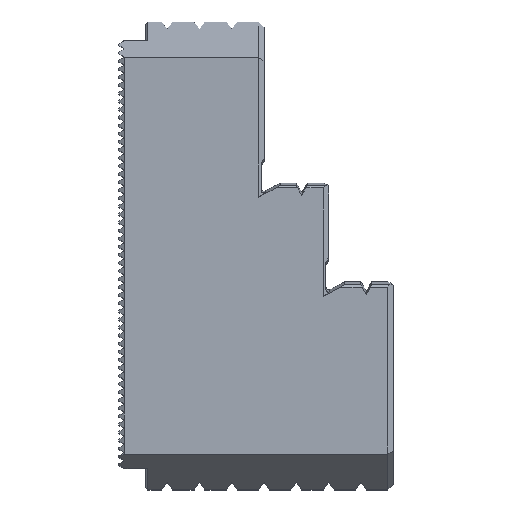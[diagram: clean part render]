
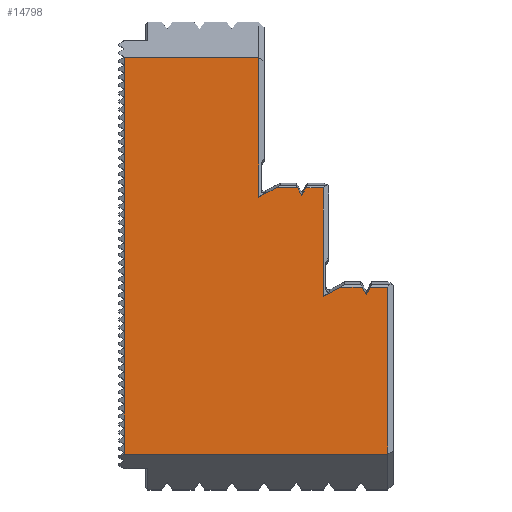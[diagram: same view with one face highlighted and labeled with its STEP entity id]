
A CAD part, top view. The second image highlights one B-rep face of the part: STEP entity #14798.
In plain terms, the highlighted planar face has unit normal (0, 0, 1).
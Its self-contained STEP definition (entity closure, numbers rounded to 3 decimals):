
#169 = CARTESIAN_POINT ( 'NONE',  ( 34., 54.307, 17.5 ) ) ;
#305 = DIRECTION ( 'NONE',  ( 0., 1., 0. ) ) ;
#1097 = DIRECTION ( 'NONE',  ( 0., 0., -1. ) ) ;
#1356 = VECTOR ( 'NONE', #10255, 1000. ) ;
#1420 = LINE ( 'NONE', #13511, #14297 ) ;
#1526 = LINE ( 'NONE', #10210, #8198 ) ;
#1614 = EDGE_CURVE ( 'NONE', #16799, #18021, #21072, .T. ) ;
#1642 = EDGE_CURVE ( 'NONE', #20586, #17883, #18473, .T. ) ;
#1700 = CARTESIAN_POINT ( 'NONE',  ( 46.774, 37.223, 17.5 ) ) ;
#2739 = VERTEX_POINT ( 'NONE', #11495 ) ;
#2965 = B_SPLINE_CURVE_WITH_KNOTS ( 'NONE', 3,
 ( #21002, #11041, #11156, #10922 ),
 .UNSPECIFIED., .F., .F.,
 ( 4, 4 ),
 ( 0.061, 0.063 ),
 .UNSPECIFIED. ) ;
#2969 = LINE ( 'NONE', #11119, #8116 ) ;
#2971 = EDGE_CURVE ( 'NONE', #5527, #5006, #2969, .T. ) ;
#3111 = CARTESIAN_POINT ( 'NONE',  ( 42., 37.223, 17.5 ) ) ;
#3125 = VECTOR ( 'NONE', #11698, 1000. ) ;
#3181 = VERTEX_POINT ( 'NONE', #14374 ) ;
#3313 = LINE ( 'NONE', #10187, #14919 ) ;
#3491 = CARTESIAN_POINT ( 'NONE',  ( 46.774, 37.223, 17.5 ) ) ;
#3614 = ORIENTED_EDGE ( 'NONE', *, *, #15043, .F. ) ;
#4165 = CARTESIAN_POINT ( 'NONE',  ( 41.249, 37.223, 17.5 ) ) ;
#4379 = CARTESIAN_POINT ( 'NONE',  ( 51., 79.864, 17.5 ) ) ;
#4530 = VERTEX_POINT ( 'NONE', #6233 ) ;
#4766 = ORIENTED_EDGE ( 'NONE', *, *, #7751, .F. ) ;
#4867 = CARTESIAN_POINT ( 'NONE',  ( 47., 37.223, 17.5 ) ) ;
#5006 = VERTEX_POINT ( 'NONE', #16824 ) ;
#5151 = LINE ( 'NONE', #17473, #8889 ) ;
#5364 = CARTESIAN_POINT ( 'NONE',  ( 34.515, 55.213, 17.5 ) ) ;
#5527 = VERTEX_POINT ( 'NONE', #9761 ) ;
#5584 = CARTESIAN_POINT ( 'NONE',  ( 51., 79.864, 17.5 ) ) ;
#5854 = CARTESIAN_POINT ( 'NONE',  ( 38., 35.491, 17.5 ) ) ;
#5858 = B_SPLINE_CURVE_WITH_KNOTS ( 'NONE', 3,
 ( #5854, #12636, #12743, #4165 ),
 .UNSPECIFIED., .F., .F.,
 ( 4, 4 ),
 ( 0.037, 0.04 ),
 .UNSPECIFIED. ) ;
#5891 = ORIENTED_EDGE ( 'NONE', *, *, #19548, .T. ) ;
#6142 = CARTESIAN_POINT ( 'NONE',  ( 45.484, 36.765, 17.5 ) ) ;
#6233 = CARTESIAN_POINT ( 'NONE',  ( 45.226, 37.223, 17.5 ) ) ;
#6771 = CARTESIAN_POINT ( 'NONE',  ( 26., 53.951, 17.5 ) ) ;
#6929 = CARTESIAN_POINT ( 'NONE',  ( 50., 37.223, 17.5 ) ) ;
#6932 = CARTESIAN_POINT ( 'NONE',  ( 34.257, 54.76, 17.5 ) ) ;
#6952 = B_SPLINE_CURVE_WITH_KNOTS ( 'NONE', 3,
 ( #6771, #18552, #11851, #22267 ),
 .UNSPECIFIED., .F., .F.,
 ( 4, 4 ),
 ( 0.057, 0.061 ),
 .UNSPECIFIED. ) ;
#7270 = ORIENTED_EDGE ( 'NONE', *, *, #16722, .T. ) ;
#7637 = VERTEX_POINT ( 'NONE', #15149 ) ;
#7751 = EDGE_CURVE ( 'NONE', #21478, #18767, #14470, .T. ) ;
#7914 = EDGE_CURVE ( 'NONE', #10319, #2739, #5858, .T. ) ;
#8020 = ORIENTED_EDGE ( 'NONE', *, *, #16402, .T. ) ;
#8116 = VECTOR ( 'NONE', #16205, 1000. ) ;
#8198 = VECTOR ( 'NONE', #17139, 1000. ) ;
#8889 = VECTOR ( 'NONE', #305, 1000. ) ;
#9049 = B_SPLINE_CURVE_WITH_KNOTS ( 'NONE', 3,
 ( #12686, #6142, #9633, #18134 ),
 .UNSPECIFIED., .F., .F.,
 ( 4, 4 ),
 ( 0.041, 0.042 ),
 .UNSPECIFIED. ) ;
#9075 = DIRECTION ( 'NONE',  ( -1., 0., 0. ) ) ;
#9517 = ORIENTED_EDGE ( 'NONE', *, *, #11497, .F. ) ;
#9633 = CARTESIAN_POINT ( 'NONE',  ( 45.742, 36.307, 17.5 ) ) ;
#9761 = CARTESIAN_POINT ( 'NONE',  ( 38., 55.666, 17.5 ) ) ;
#9771 = DIRECTION ( 'NONE',  ( -1., 0., 0. ) ) ;
#9781 = ORIENTED_EDGE ( 'NONE', *, *, #16164, .T. ) ;
#9785 = CARTESIAN_POINT ( 'NONE',  ( 1., 86.504, 17.5 ) ) ;
#9881 = EDGE_LOOP ( 'NONE', ( #9517, #7270, #20713, #9781, #14356, #12699, #20864, #21030, #14180, #18370, #16183, #5891, #3614, #14135, #8020, #4766 ) ) ;
#9936 = LINE ( 'NONE', #4867, #1356 ) ;
#10044 = EDGE_CURVE ( 'NONE', #7637, #16799, #3313, .T. ) ;
#10187 = CARTESIAN_POINT ( 'NONE',  ( 26., 79.864, 17.5 ) ) ;
#10210 = CARTESIAN_POINT ( 'NONE',  ( 38., 79.864, 17.5 ) ) ;
#10255 = DIRECTION ( 'NONE',  ( -1., 0., 0. ) ) ;
#10319 = VERTEX_POINT ( 'NONE', #20126 ) ;
#10922 = CARTESIAN_POINT ( 'NONE',  ( 34., 54.307, 17.5 ) ) ;
#11041 = CARTESIAN_POINT ( 'NONE',  ( 33.485, 55.213, 17.5 ) ) ;
#11119 = CARTESIAN_POINT ( 'NONE',  ( 35., 55.666, 17.5 ) ) ;
#11151 = FACE_OUTER_BOUND ( 'NONE', #9881, .T. ) ;
#11156 = CARTESIAN_POINT ( 'NONE',  ( 33.743, 54.76, 17.5 ) ) ;
#11305 = B_SPLINE_CURVE_WITH_KNOTS ( 'NONE', 3,
 ( #169, #6932, #5364, #22325 ),
 .UNSPECIFIED., .F., .F.,
 ( 4, 4 ),
 ( 0.112, 0.113 ),
 .UNSPECIFIED. ) ;
#11403 = VERTEX_POINT ( 'NONE', #17785 ) ;
#11495 = CARTESIAN_POINT ( 'NONE',  ( 41.249, 37.223, 17.5 ) ) ;
#11497 = EDGE_CURVE ( 'NONE', #4530, #21478, #9049, .T. ) ;
#11668 = CARTESIAN_POINT ( 'NONE',  ( 50., 6.219, 17.5 ) ) ;
#11698 = DIRECTION ( 'NONE',  ( 0., -1., 0. ) ) ;
#11851 = CARTESIAN_POINT ( 'NONE',  ( 28.162, 55.095, 17.5 ) ) ;
#12061 = CARTESIAN_POINT ( 'NONE',  ( 46.258, 36.307, 17.5 ) ) ;
#12474 = VERTEX_POINT ( 'NONE', #6929 ) ;
#12636 = CARTESIAN_POINT ( 'NONE',  ( 39.083, 36.068, 17.5 ) ) ;
#12686 = CARTESIAN_POINT ( 'NONE',  ( 45.226, 37.223, 17.5 ) ) ;
#12699 = ORIENTED_EDGE ( 'NONE', *, *, #16867, .F. ) ;
#12743 = CARTESIAN_POINT ( 'NONE',  ( 40.166, 36.645, 17.5 ) ) ;
#13426 = CARTESIAN_POINT ( 'NONE',  ( 1., 79.864, 17.5 ) ) ;
#13511 = CARTESIAN_POINT ( 'NONE',  ( 51., 6.219, 17.5 ) ) ;
#13854 = VECTOR ( 'NONE', #20170, 1000. ) ;
#14048 = CARTESIAN_POINT ( 'NONE',  ( 33.227, 55.666, 17.5 ) ) ;
#14135 = ORIENTED_EDGE ( 'NONE', *, *, #19598, .T. ) ;
#14180 = ORIENTED_EDGE ( 'NONE', *, *, #16400, .F. ) ;
#14297 = VECTOR ( 'NONE', #20412, 1000. ) ;
#14356 = ORIENTED_EDGE ( 'NONE', *, *, #2971, .T. ) ;
#14374 = CARTESIAN_POINT ( 'NONE',  ( 34., 54.307, 17.5 ) ) ;
#14470 = B_SPLINE_CURVE_WITH_KNOTS ( 'NONE', 3,
 ( #20666, #12061, #18986, #3491 ),
 .UNSPECIFIED., .F., .F.,
 ( 4, 4 ),
 ( 0.071, 0.073 ),
 .UNSPECIFIED. ) ;
#14798 = ADVANCED_FACE ( 'NONE', ( #11151 ), #16584, .F. ) ;
#14919 = VECTOR ( 'NONE', #17114, 1000. ) ;
#14938 = VECTOR ( 'NONE', #9075, 1000. ) ;
#15043 = EDGE_CURVE ( 'NONE', #18233, #11403, #1420, .T. ) ;
#15149 = CARTESIAN_POINT ( 'NONE',  ( 26., 53.951, 17.5 ) ) ;
#15745 = AXIS2_PLACEMENT_3D ( 'NONE', #4379, #1097, #19757 ) ;
#15883 = EDGE_CURVE ( 'NONE', #20586, #3181, #2965, .T. ) ;
#16164 = EDGE_CURVE ( 'NONE', #10319, #5527, #1526, .T. ) ;
#16183 = ORIENTED_EDGE ( 'NONE', *, *, #1614, .T. ) ;
#16205 = DIRECTION ( 'NONE',  ( -1., 0., 0. ) ) ;
#16375 = CARTESIAN_POINT ( 'NONE',  ( 29.243, 55.666, 17.5 ) ) ;
#16400 = EDGE_CURVE ( 'NONE', #7637, #17883, #6952, .T. ) ;
#16402 = EDGE_CURVE ( 'NONE', #12474, #18767, #9936, .T. ) ;
#16584 = PLANE ( 'NONE',  #15745 ) ;
#16722 = EDGE_CURVE ( 'NONE', #4530, #2739, #18280, .T. ) ;
#16799 = VERTEX_POINT ( 'NONE', #17018 ) ;
#16824 = CARTESIAN_POINT ( 'NONE',  ( 34.773, 55.666, 17.5 ) ) ;
#16867 = EDGE_CURVE ( 'NONE', #3181, #5006, #11305, .T. ) ;
#17018 = CARTESIAN_POINT ( 'NONE',  ( 26., 79.864, 17.5 ) ) ;
#17114 = DIRECTION ( 'NONE',  ( 0., 1., 0. ) ) ;
#17139 = DIRECTION ( 'NONE',  ( 0., 1., 0. ) ) ;
#17473 = CARTESIAN_POINT ( 'NONE',  ( 50., 79.864, 17.5 ) ) ;
#17785 = CARTESIAN_POINT ( 'NONE',  ( 1., 6.219, 17.5 ) ) ;
#17883 = VERTEX_POINT ( 'NONE', #16375 ) ;
#18021 = VERTEX_POINT ( 'NONE', #13426 ) ;
#18134 = CARTESIAN_POINT ( 'NONE',  ( 46., 35.849, 17.5 ) ) ;
#18233 = VERTEX_POINT ( 'NONE', #11668 ) ;
#18280 = LINE ( 'NONE', #3111, #21224 ) ;
#18370 = ORIENTED_EDGE ( 'NONE', *, *, #10044, .T. ) ;
#18473 = LINE ( 'NONE', #18585, #13854 ) ;
#18552 = CARTESIAN_POINT ( 'NONE',  ( 27.081, 54.523, 17.5 ) ) ;
#18585 = CARTESIAN_POINT ( 'NONE',  ( 30., 55.666, 17.5 ) ) ;
#18767 = VERTEX_POINT ( 'NONE', #1700 ) ;
#18986 = CARTESIAN_POINT ( 'NONE',  ( 46.516, 36.765, 17.5 ) ) ;
#19548 = EDGE_CURVE ( 'NONE', #18021, #11403, #20534, .T. ) ;
#19598 = EDGE_CURVE ( 'NONE', #18233, #12474, #5151, .T. ) ;
#19757 = DIRECTION ( 'NONE',  ( 0., 1., 0. ) ) ;
#19870 = CARTESIAN_POINT ( 'NONE',  ( 46., 35.849, 17.5 ) ) ;
#20126 = CARTESIAN_POINT ( 'NONE',  ( 38., 35.491, 17.5 ) ) ;
#20170 = DIRECTION ( 'NONE',  ( -1., 0., 0. ) ) ;
#20412 = DIRECTION ( 'NONE',  ( -1., 0., 0. ) ) ;
#20534 = LINE ( 'NONE', #9785, #3125 ) ;
#20586 = VERTEX_POINT ( 'NONE', #14048 ) ;
#20666 = CARTESIAN_POINT ( 'NONE',  ( 46., 35.849, 17.5 ) ) ;
#20713 = ORIENTED_EDGE ( 'NONE', *, *, #7914, .F. ) ;
#20864 = ORIENTED_EDGE ( 'NONE', *, *, #15883, .F. ) ;
#21002 = CARTESIAN_POINT ( 'NONE',  ( 33.227, 55.666, 17.5 ) ) ;
#21030 = ORIENTED_EDGE ( 'NONE', *, *, #1642, .T. ) ;
#21072 = LINE ( 'NONE', #5584, #14938 ) ;
#21224 = VECTOR ( 'NONE', #9771, 1000. ) ;
#21478 = VERTEX_POINT ( 'NONE', #19870 ) ;
#22267 = CARTESIAN_POINT ( 'NONE',  ( 29.243, 55.666, 17.5 ) ) ;
#22325 = CARTESIAN_POINT ( 'NONE',  ( 34.773, 55.666, 17.5 ) ) ;
